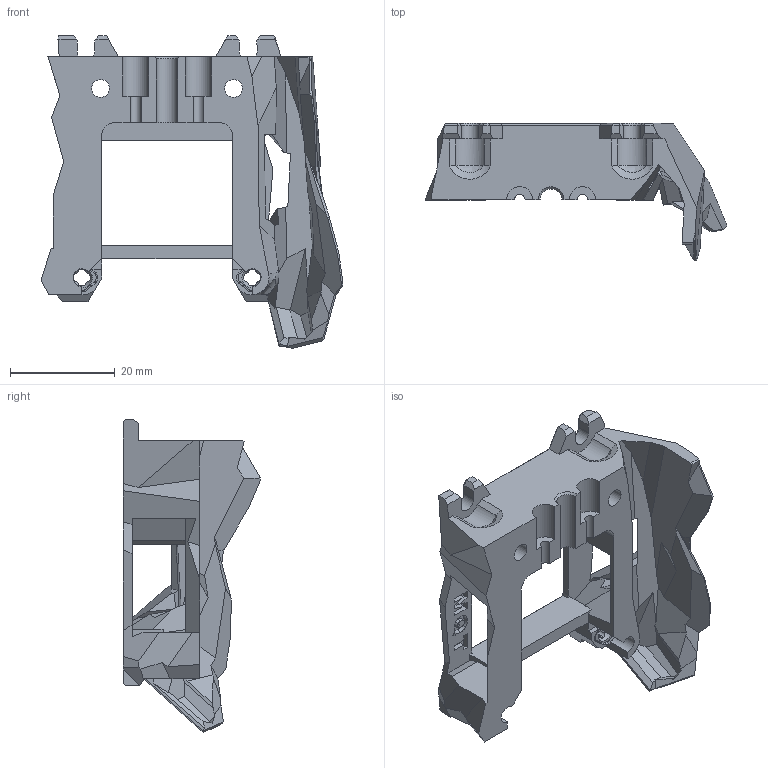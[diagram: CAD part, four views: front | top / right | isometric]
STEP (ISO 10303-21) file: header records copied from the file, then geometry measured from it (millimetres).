
FILE_DESCRIPTION(/* description */ (''),/* implementation_level */ '2;1');
FILE_NAME(/* name */ 'SB MQT TH Rear CW2.step',/* time_stamp */ '2022-08-22T22:51:54-04:00',/* author */ (''),/* organization */ (''),/* preprocessor_version */ 'ST-DEVELOPER v19',/* originating_system */ 'Autodesk Translation Framework v11.7.0.108',/* authorisation */ '');
FILE_SCHEMA (('AUTOMOTIVE_DESIGN { 1 0 10303 214 3 1 1 }'));
Length unit declared in the file: millimetre
Products named in the file (1): SB MQT TH Rear CW2
Bounding box: 57.65 x 26.26 x 59.7 mm (x, y, z)
Volume: 14448.5 mm3; surface area: 9605.9 mm2
Topology: 1 solids, 1 shells, 517 faces, 1532 edges, 992 vertices
Faces by surface type: plane 410, cylinder 63, bspline 29, cone 15
Full cylindrical faces by diameter (mm): 3.4 x4, 6 x2
Entity records: 18143 total; most frequent: CARTESIAN_POINT 4430, ORIENTED_EDGE 3064, DIRECTION 2545, EDGE_CURVE 1532, LINE 1267, VECTOR 1267, VERTEX_POINT 992, AXIS2_PLACEMENT_3D 639
